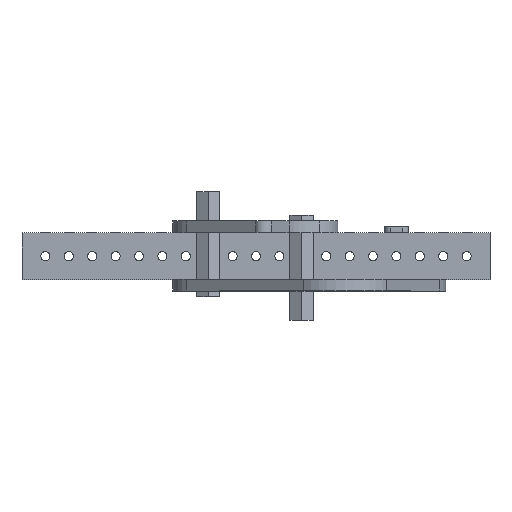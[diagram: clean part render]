
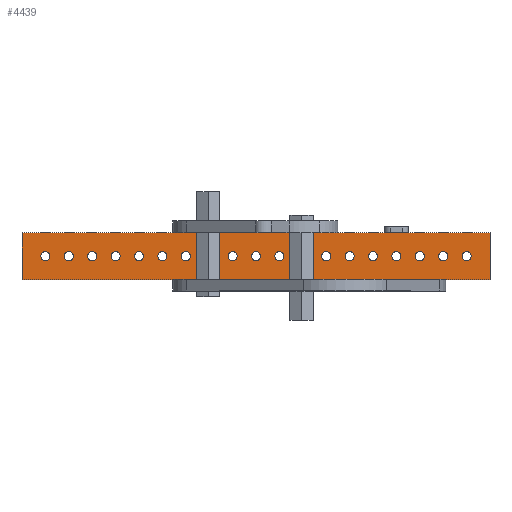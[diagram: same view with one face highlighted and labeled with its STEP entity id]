
A CAD part, top view. The second image highlights one B-rep face of the part: STEP entity #4439.
In plain terms, the highlighted planar face has unit normal (0, 0, 1).
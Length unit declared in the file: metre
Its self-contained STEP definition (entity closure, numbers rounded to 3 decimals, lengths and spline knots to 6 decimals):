
#53=PLANE('',#4810);
#141=LINE('',#6983,#254);
#147=LINE('',#6996,#260);
#154=LINE('',#7048,#267);
#155=LINE('',#7049,#268);
#254=VECTOR('',#5632,1.);
#260=VECTOR('',#5640,1.);
#267=VECTOR('',#5687,1.);
#268=VECTOR('',#5688,1.);
#566=ORIENTED_EDGE('',*,*,#1432,.F.);
#567=ORIENTED_EDGE('',*,*,#1433,.F.);
#568=ORIENTED_EDGE('',*,*,#1434,.F.);
#569=ORIENTED_EDGE('',*,*,#1435,.F.);
#570=ORIENTED_EDGE('',*,*,#1436,.F.);
#571=ORIENTED_EDGE('',*,*,#1437,.F.);
#572=ORIENTED_EDGE('',*,*,#1438,.F.);
#573=ORIENTED_EDGE('',*,*,#1439,.F.);
#574=ORIENTED_EDGE('',*,*,#1440,.F.);
#575=ORIENTED_EDGE('',*,*,#1441,.F.);
#576=ORIENTED_EDGE('',*,*,#1442,.F.);
#577=ORIENTED_EDGE('',*,*,#1443,.F.);
#578=ORIENTED_EDGE('',*,*,#1444,.F.);
#579=ORIENTED_EDGE('',*,*,#1445,.F.);
#580=ORIENTED_EDGE('',*,*,#1446,.F.);
#581=ORIENTED_EDGE('',*,*,#1447,.F.);
#582=ORIENTED_EDGE('',*,*,#1448,.F.);
#583=ORIENTED_EDGE('',*,*,#1449,.F.);
#584=ORIENTED_EDGE('',*,*,#1450,.F.);
#585=ORIENTED_EDGE('',*,*,#1451,.T.);
#586=ORIENTED_EDGE('',*,*,#1419,.F.);
#587=ORIENTED_EDGE('',*,*,#1452,.F.);
#588=ORIENTED_EDGE('',*,*,#1425,.T.);
#1419=EDGE_CURVE('',#1888,#1885,#141,.T.);
#1425=EDGE_CURVE('',#1895,#1893,#147,.T.);
#1432=EDGE_CURVE('',#1901,#1901,#2295,.T.);
#1433=EDGE_CURVE('',#1902,#1902,#2296,.T.);
#1434=EDGE_CURVE('',#1903,#1903,#2297,.T.);
#1435=EDGE_CURVE('',#1904,#1904,#2298,.T.);
#1436=EDGE_CURVE('',#1905,#1905,#2299,.T.);
#1437=EDGE_CURVE('',#1906,#1906,#2300,.T.);
#1438=EDGE_CURVE('',#1907,#1907,#2301,.T.);
#1439=EDGE_CURVE('',#1908,#1908,#2302,.T.);
#1440=EDGE_CURVE('',#1909,#1909,#2303,.T.);
#1441=EDGE_CURVE('',#1910,#1910,#2304,.T.);
#1442=EDGE_CURVE('',#1911,#1911,#2305,.T.);
#1443=EDGE_CURVE('',#1912,#1912,#2306,.T.);
#1444=EDGE_CURVE('',#1913,#1913,#2307,.T.);
#1445=EDGE_CURVE('',#1914,#1914,#2308,.T.);
#1446=EDGE_CURVE('',#1915,#1915,#2309,.T.);
#1447=EDGE_CURVE('',#1916,#1916,#2310,.T.);
#1448=EDGE_CURVE('',#1917,#1917,#2311,.T.);
#1449=EDGE_CURVE('',#1918,#1918,#2312,.T.);
#1450=EDGE_CURVE('',#1919,#1919,#2313,.T.);
#1451=EDGE_CURVE('',#1893,#1885,#154,.T.);
#1452=EDGE_CURVE('',#1895,#1888,#155,.T.);
#1885=VERTEX_POINT('',#6977);
#1888=VERTEX_POINT('',#6982);
#1893=VERTEX_POINT('',#6994);
#1895=VERTEX_POINT('',#6997);
#1901=VERTEX_POINT('',#7011);
#1902=VERTEX_POINT('',#7013);
#1903=VERTEX_POINT('',#7015);
#1904=VERTEX_POINT('',#7017);
#1905=VERTEX_POINT('',#7019);
#1906=VERTEX_POINT('',#7021);
#1907=VERTEX_POINT('',#7023);
#1908=VERTEX_POINT('',#7025);
#1909=VERTEX_POINT('',#7027);
#1910=VERTEX_POINT('',#7029);
#1911=VERTEX_POINT('',#7031);
#1912=VERTEX_POINT('',#7033);
#1913=VERTEX_POINT('',#7035);
#1914=VERTEX_POINT('',#7037);
#1915=VERTEX_POINT('',#7039);
#1916=VERTEX_POINT('',#7041);
#1917=VERTEX_POINT('',#7043);
#1918=VERTEX_POINT('',#7045);
#1919=VERTEX_POINT('',#7047);
#2295=CIRCLE('',#4811,0.002489);
#2296=CIRCLE('',#4812,0.002489);
#2297=CIRCLE('',#4813,0.002489);
#2298=CIRCLE('',#4814,0.002489);
#2299=CIRCLE('',#4815,0.002489);
#2300=CIRCLE('',#4816,0.002489);
#2301=CIRCLE('',#4817,0.002489);
#2302=CIRCLE('',#4818,0.002489);
#2303=CIRCLE('',#4819,0.002489);
#2304=CIRCLE('',#4820,0.002489);
#2305=CIRCLE('',#4821,0.002489);
#2306=CIRCLE('',#4822,0.002489);
#2307=CIRCLE('',#4823,0.002489);
#2308=CIRCLE('',#4824,0.002489);
#2309=CIRCLE('',#4825,0.002489);
#2310=CIRCLE('',#4826,0.002489);
#2311=CIRCLE('',#4827,0.002489);
#2312=CIRCLE('',#4828,0.002489);
#2313=CIRCLE('',#4829,0.002489);
#2749=EDGE_LOOP('',(#566));
#2750=EDGE_LOOP('',(#567));
#2751=EDGE_LOOP('',(#568));
#2752=EDGE_LOOP('',(#569));
#2753=EDGE_LOOP('',(#570));
#2754=EDGE_LOOP('',(#571));
#2755=EDGE_LOOP('',(#572));
#2756=EDGE_LOOP('',(#573));
#2757=EDGE_LOOP('',(#574));
#2758=EDGE_LOOP('',(#575));
#2759=EDGE_LOOP('',(#576));
#2760=EDGE_LOOP('',(#577));
#2761=EDGE_LOOP('',(#578));
#2762=EDGE_LOOP('',(#579));
#2763=EDGE_LOOP('',(#580));
#2764=EDGE_LOOP('',(#581));
#2765=EDGE_LOOP('',(#582));
#2766=EDGE_LOOP('',(#583));
#2767=EDGE_LOOP('',(#584));
#2768=EDGE_LOOP('',(#585,#586,#587,#588));
#3532=FACE_BOUND('',#2749,.T.);
#3533=FACE_BOUND('',#2750,.T.);
#3534=FACE_BOUND('',#2751,.T.);
#3535=FACE_BOUND('',#2752,.T.);
#3536=FACE_BOUND('',#2753,.T.);
#3537=FACE_BOUND('',#2754,.T.);
#3538=FACE_BOUND('',#2755,.T.);
#3539=FACE_BOUND('',#2756,.T.);
#3540=FACE_BOUND('',#2757,.T.);
#3541=FACE_BOUND('',#2758,.T.);
#3542=FACE_BOUND('',#2759,.T.);
#3543=FACE_BOUND('',#2760,.T.);
#3544=FACE_BOUND('',#2761,.T.);
#3545=FACE_BOUND('',#2762,.T.);
#3546=FACE_BOUND('',#2763,.T.);
#3547=FACE_BOUND('',#2764,.T.);
#3548=FACE_BOUND('',#2765,.T.);
#3549=FACE_BOUND('',#2766,.T.);
#3550=FACE_BOUND('',#2767,.T.);
#3551=FACE_BOUND('',#2768,.T.);
#4439=ADVANCED_FACE('',(#3532,#3533,#3534,#3535,#3536,#3537,#3538,#3539,
#3540,#3541,#3542,#3543,#3544,#3545,#3546,#3547,#3548,#3549,#3550,#3551),
#53,.F.);
#4810=AXIS2_PLACEMENT_3D('',#7009,#5647,#5648);
#4811=AXIS2_PLACEMENT_3D('',#7010,#5649,#5650);
#4812=AXIS2_PLACEMENT_3D('',#7012,#5651,#5652);
#4813=AXIS2_PLACEMENT_3D('',#7014,#5653,#5654);
#4814=AXIS2_PLACEMENT_3D('',#7016,#5655,#5656);
#4815=AXIS2_PLACEMENT_3D('',#7018,#5657,#5658);
#4816=AXIS2_PLACEMENT_3D('',#7020,#5659,#5660);
#4817=AXIS2_PLACEMENT_3D('',#7022,#5661,#5662);
#4818=AXIS2_PLACEMENT_3D('',#7024,#5663,#5664);
#4819=AXIS2_PLACEMENT_3D('',#7026,#5665,#5666);
#4820=AXIS2_PLACEMENT_3D('',#7028,#5667,#5668);
#4821=AXIS2_PLACEMENT_3D('',#7030,#5669,#5670);
#4822=AXIS2_PLACEMENT_3D('',#7032,#5671,#5672);
#4823=AXIS2_PLACEMENT_3D('',#7034,#5673,#5674);
#4824=AXIS2_PLACEMENT_3D('',#7036,#5675,#5676);
#4825=AXIS2_PLACEMENT_3D('',#7038,#5677,#5678);
#4826=AXIS2_PLACEMENT_3D('',#7040,#5679,#5680);
#4827=AXIS2_PLACEMENT_3D('',#7042,#5681,#5682);
#4828=AXIS2_PLACEMENT_3D('',#7044,#5683,#5684);
#4829=AXIS2_PLACEMENT_3D('',#7046,#5685,#5686);
#5632=DIRECTION('',(0.,1.,0.));
#5640=DIRECTION('',(0.,1.,0.));
#5647=DIRECTION('',(0.,0.,-1.));
#5648=DIRECTION('',(-1.,0.,0.));
#5649=DIRECTION('',(0.,0.,1.));
#5650=DIRECTION('',(1.,0.,0.));
#5651=DIRECTION('',(0.,0.,1.));
#5652=DIRECTION('',(1.,0.,0.));
#5653=DIRECTION('',(0.,0.,1.));
#5654=DIRECTION('',(1.,0.,0.));
#5655=DIRECTION('',(0.,0.,1.));
#5656=DIRECTION('',(1.,0.,0.));
#5657=DIRECTION('',(0.,0.,1.));
#5658=DIRECTION('',(1.,0.,0.));
#5659=DIRECTION('',(0.,0.,1.));
#5660=DIRECTION('',(1.,0.,0.));
#5661=DIRECTION('',(0.,0.,1.));
#5662=DIRECTION('',(1.,0.,0.));
#5663=DIRECTION('',(0.,0.,1.));
#5664=DIRECTION('',(1.,0.,0.));
#5665=DIRECTION('',(0.,0.,1.));
#5666=DIRECTION('',(1.,0.,0.));
#5667=DIRECTION('',(0.,0.,1.));
#5668=DIRECTION('',(1.,0.,0.));
#5669=DIRECTION('',(0.,0.,1.));
#5670=DIRECTION('',(1.,0.,0.));
#5671=DIRECTION('',(0.,0.,1.));
#5672=DIRECTION('',(1.,0.,0.));
#5673=DIRECTION('',(0.,0.,1.));
#5674=DIRECTION('',(1.,0.,0.));
#5675=DIRECTION('',(0.,0.,1.));
#5676=DIRECTION('',(1.,0.,0.));
#5677=DIRECTION('',(0.,0.,1.));
#5678=DIRECTION('',(1.,0.,0.));
#5679=DIRECTION('',(0.,0.,1.));
#5680=DIRECTION('',(1.,0.,0.));
#5681=DIRECTION('',(0.,0.,1.));
#5682=DIRECTION('',(1.,0.,0.));
#5683=DIRECTION('',(0.,0.,1.));
#5684=DIRECTION('',(1.,0.,0.));
#5685=DIRECTION('',(0.,0.,1.));
#5686=DIRECTION('',(1.,0.,0.));
#5687=DIRECTION('',(-1.,0.,0.));
#5688=DIRECTION('',(-1.,0.,0.));
#6977=CARTESIAN_POINT('',(-0.127,0.0127,0.0254));
#6982=CARTESIAN_POINT('',(-0.127,-0.0127,0.0254));
#6983=CARTESIAN_POINT('',(-0.127,-0.0127,0.0254));
#6994=CARTESIAN_POINT('',(0.127,0.0127,0.0254));
#6996=CARTESIAN_POINT('',(0.127,-0.0127,0.0254));
#6997=CARTESIAN_POINT('',(0.127,-0.0127,0.0254));
#7009=CARTESIAN_POINT('',(0.,-0.0127,0.0254));
#7010=CARTESIAN_POINT('',(-0.1143,0.,0.0254));
#7011=CARTESIAN_POINT('',(-0.111811,0.,0.0254));
#7012=CARTESIAN_POINT('',(0.0127,0.,0.0254));
#7013=CARTESIAN_POINT('',(0.015189,0.,0.0254));
#7014=CARTESIAN_POINT('',(0.0254,0.,0.0254));
#7015=CARTESIAN_POINT('',(0.027889,0.,0.0254));
#7016=CARTESIAN_POINT('',(0.0889,0.,0.0254));
#7017=CARTESIAN_POINT('',(0.091389,0.,0.0254));
#7018=CARTESIAN_POINT('',(0.1016,0.,0.0254));
#7019=CARTESIAN_POINT('',(0.104089,0.,0.0254));
#7020=CARTESIAN_POINT('',(0.1143,0.,0.0254));
#7021=CARTESIAN_POINT('',(0.116789,0.,0.0254));
#7022=CARTESIAN_POINT('',(0.,0.,0.0254));
#7023=CARTESIAN_POINT('',(0.002489,0.,0.0254));
#7024=CARTESIAN_POINT('',(0.0762,0.,0.0254));
#7025=CARTESIAN_POINT('',(0.078689,0.,0.0254));
#7026=CARTESIAN_POINT('',(0.0635,0.,0.0254));
#7027=CARTESIAN_POINT('',(0.065989,0.,0.0254));
#7028=CARTESIAN_POINT('',(0.0508,0.,0.0254));
#7029=CARTESIAN_POINT('',(0.053289,0.,0.0254));
#7030=CARTESIAN_POINT('',(0.0381,0.,0.0254));
#7031=CARTESIAN_POINT('',(0.040589,0.,0.0254));
#7032=CARTESIAN_POINT('',(-0.0127,0.,0.0254));
#7033=CARTESIAN_POINT('',(-0.010211,0.,0.0254));
#7034=CARTESIAN_POINT('',(-0.0254,0.,0.0254));
#7035=CARTESIAN_POINT('',(-0.022911,0.,0.0254));
#7036=CARTESIAN_POINT('',(-0.0381,0.,0.0254));
#7037=CARTESIAN_POINT('',(-0.035611,0.,0.0254));
#7038=CARTESIAN_POINT('',(-0.0508,0.,0.0254));
#7039=CARTESIAN_POINT('',(-0.048311,0.,0.0254));
#7040=CARTESIAN_POINT('',(-0.0635,0.,0.0254));
#7041=CARTESIAN_POINT('',(-0.061011,0.,0.0254));
#7042=CARTESIAN_POINT('',(-0.0762,0.,0.0254));
#7043=CARTESIAN_POINT('',(-0.073711,0.,0.0254));
#7044=CARTESIAN_POINT('',(-0.0889,0.,0.0254));
#7045=CARTESIAN_POINT('',(-0.086411,0.,0.0254));
#7046=CARTESIAN_POINT('',(-0.1016,0.,0.0254));
#7047=CARTESIAN_POINT('',(-0.099111,0.,0.0254));
#7048=CARTESIAN_POINT('',(0.,0.0127,0.0254));
#7049=CARTESIAN_POINT('',(0.,-0.0127,0.0254));
